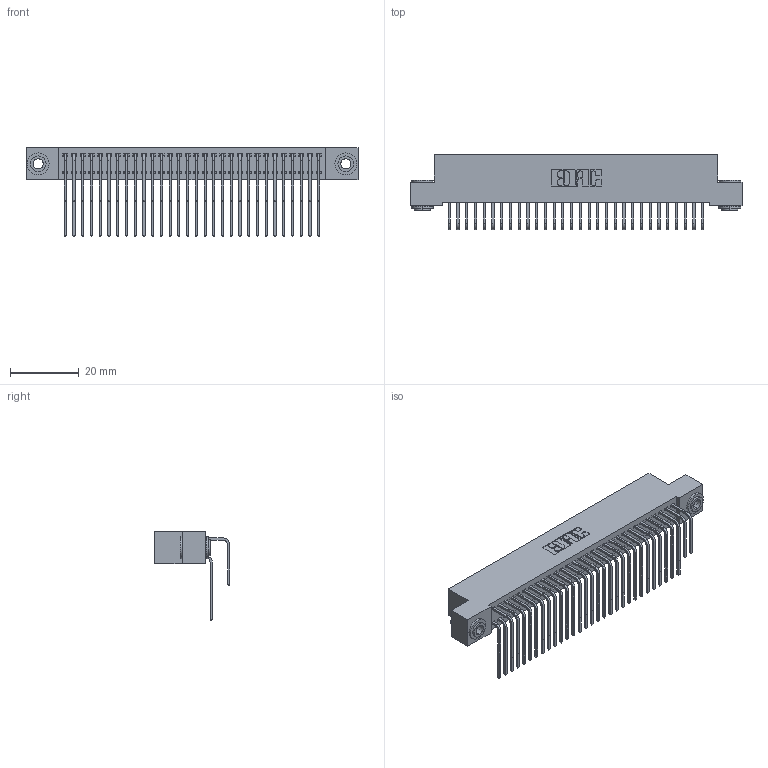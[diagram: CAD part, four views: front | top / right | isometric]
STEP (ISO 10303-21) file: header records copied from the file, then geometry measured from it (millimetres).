
FILE_DESCRIPTION (( 'STEP AP203' ), '1' );
FILE_NAME ('392-060-558-203.STEP', '2018-08-17T20:46:49', ( '' ), ( '' ), 'SwSTEP 2.0', 'SolidWorks 2016', '' );
FILE_SCHEMA (( 'CONFIG_CONTROL_DESIGN' ));
Length unit declared in the file: inch
Products named in the file (5): 345-292-001_558 Tail - 2; 342-250-002_345-250-002-102; 392-060-558-203; 342 Part_.156 TH; 345-292-001_558 559 Tail - 1
Assembly tree (63 placements, depth 2):
  392-060-558-203
    342 Part_.156 TH
    345-292-001_558 559 Tail - 1  x30
    345-292-001_558 Tail - 2  x30
    342-250-002_345-250-002-102  x2
Bounding box: 96.52 x 21.91 x 25.78 mm (x, y, z)
Volume: 8984.5 mm3; surface area: 16108.6 mm2
Topology: 63 solids, 63 shells, 3388 faces, 10035 edges, 6606 vertices
Faces by surface type: plane 2356, cylinder 1024, cone 8
Entity records: 23154 total; most frequent: CARTESIAN_POINT 3876, ORIENTED_EDGE 3754, DIRECTION 3347, EDGE_CURVE 1877, VECTOR 1685, LINE 1685, VERTEX_POINT 1246, AXIS2_PLACEMENT_3D 831
